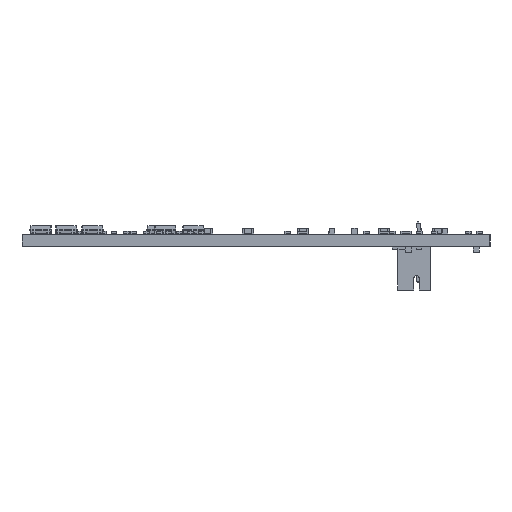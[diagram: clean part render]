
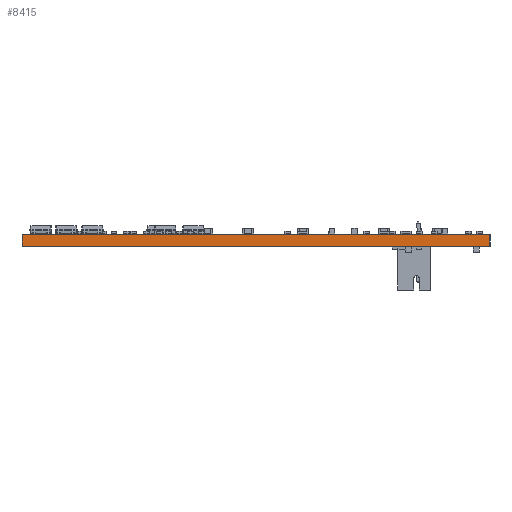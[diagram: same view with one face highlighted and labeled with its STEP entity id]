
A CAD part, left-side view. The second image highlights one B-rep face of the part: STEP entity #8415.
In plain terms, the highlighted planar face has unit normal (-1, 0, 0).
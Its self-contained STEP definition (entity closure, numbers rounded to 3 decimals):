
#7415 = VERTEX_POINT('',#7416);
#7416 = CARTESIAN_POINT('',(125.,-109.,0.));
#7422 = EDGE_CURVE('',#7415,#7423,#7425,.T.);
#7423 = VERTEX_POINT('',#7424);
#7424 = CARTESIAN_POINT('',(125.,-44.5,0.));
#7425 = LINE('',#7426,#7427);
#7426 = CARTESIAN_POINT('',(125.,-109.,0.));
#7427 = VECTOR('',#7428,1.);
#7428 = DIRECTION('',(0.,1.,0.));
#7838 = VERTEX_POINT('',#7839);
#7839 = CARTESIAN_POINT('',(125.,-109.,1.6));
#7845 = EDGE_CURVE('',#7838,#7846,#7848,.T.);
#7846 = VERTEX_POINT('',#7847);
#7847 = CARTESIAN_POINT('',(125.,-44.5,1.6));
#7848 = LINE('',#7849,#7850);
#7849 = CARTESIAN_POINT('',(125.,-109.,1.6));
#7850 = VECTOR('',#7851,1.);
#7851 = DIRECTION('',(0.,1.,0.));
#8403 = EDGE_CURVE('',#7423,#7846,#8404,.T.);
#8404 = LINE('',#8405,#8406);
#8405 = CARTESIAN_POINT('',(125.,-44.5,0.));
#8406 = VECTOR('',#8407,1.);
#8407 = DIRECTION('',(0.,0.,1.));
#8415 = ADVANCED_FACE('',(#8416),#8427,.T.);
#8416 = FACE_BOUND('',#8417,.T.);
#8417 = EDGE_LOOP('',(#8418,#8424,#8425,#8426));
#8418 = ORIENTED_EDGE('',*,*,#8419,.T.);
#8419 = EDGE_CURVE('',#7415,#7838,#8420,.T.);
#8420 = LINE('',#8421,#8422);
#8421 = CARTESIAN_POINT('',(125.,-109.,0.));
#8422 = VECTOR('',#8423,1.);
#8423 = DIRECTION('',(0.,0.,1.));
#8424 = ORIENTED_EDGE('',*,*,#7845,.T.);
#8425 = ORIENTED_EDGE('',*,*,#8403,.F.);
#8426 = ORIENTED_EDGE('',*,*,#7422,.F.);
#8427 = PLANE('',#8428);
#8428 = AXIS2_PLACEMENT_3D('',#8429,#8430,#8431);
#8429 = CARTESIAN_POINT('',(125.,-109.,0.));
#8430 = DIRECTION('',(-1.,0.,0.));
#8431 = DIRECTION('',(0.,1.,0.));
